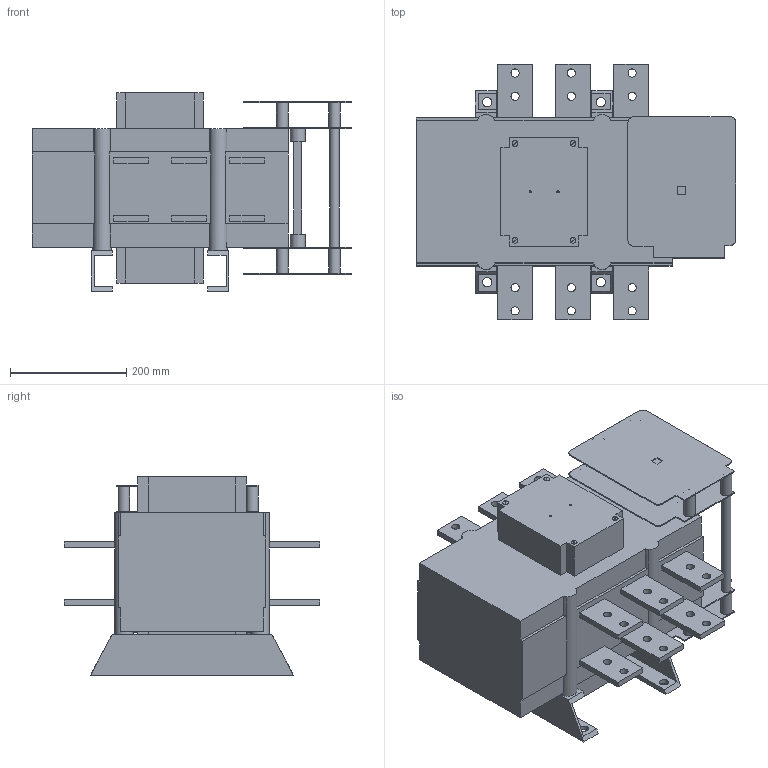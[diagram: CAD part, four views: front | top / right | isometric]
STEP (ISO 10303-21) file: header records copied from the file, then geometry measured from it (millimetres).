
FILE_DESCRIPTION(/* description */ (''),/* implementation_level */ '2;1');
FILE_NAME(/* name */ '3d_GE1600E.stp',/* time_stamp */ '2018-10-08T14:57:25+02:00',/* author */ ('Andrzej'),/* organization */ (''),/* preprocessor_version */ 'ST-DEVELOPER v16.13',/* originating_system */ 'AutoCAD Mechanical',/* authorisation */ '');
FILE_SCHEMA (('AUTOMOTIVE_DESIGN { 1 0 10303 214 3 1 1 }'));
Length unit declared in the file: millimetre
Products named in the file (1): Product
Bounding box: 551 x 441 x 342 mm (x, y, z)
Volume: 27799910.2 mm3; surface area: 1267512.4 mm2
Topology: 2 solids, 2 shells, 304 faces, 806 edges, 530 vertices
Faces by surface type: plane 232, cylinder 72
Full cylindrical faces by diameter (mm): 3.5 x2, 4 x2, 10 x4, 14.1 x24, 16 x6, 20 x8, 26 x2, 32 x4
Entity records: 9198 total; most frequent: CARTESIAN_POINT 1579, DIRECTION 1528, ORIENTED_EDGE 1488, EDGE_CURVE 736, LINE 566, VECTOR 566, VERTEX_POINT 512, AXIS2_PLACEMENT_3D 481
